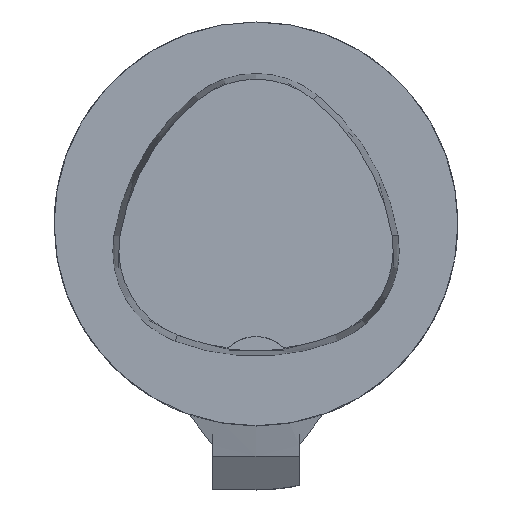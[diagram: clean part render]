
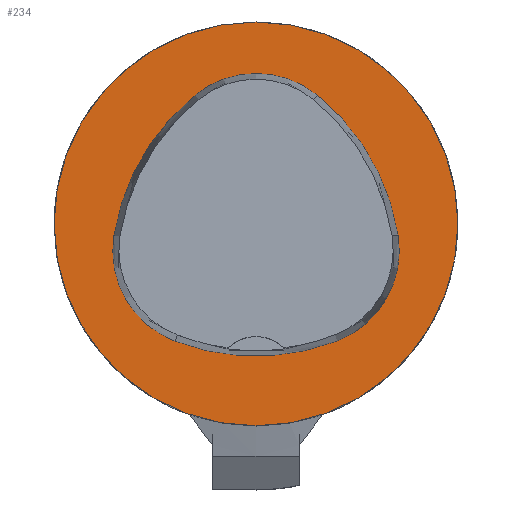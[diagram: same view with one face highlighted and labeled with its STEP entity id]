
A CAD part, top view. The second image highlights one B-rep face of the part: STEP entity #234.
In plain terms, the highlighted planar face has unit normal (0, 0, 1).
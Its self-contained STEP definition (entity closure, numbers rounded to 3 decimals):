
#114=FACE_BOUND('',#423,.T.);
#115=FACE_BOUND('',#424,.T.);
#177=CIRCLE('',#1395,25.);
#178=CIRCLE('',#1408,28.);
#180=CIRCLE('',#1411,12.);
#182=CIRCLE('',#1414,28.);
#184=CIRCLE('',#1417,12.);
#188=CIRCLE('',#1422,28.);
#190=CIRCLE('',#1425,12.);
#234=ADVANCED_FACE('',(#114,#115),#294,.T.);
#294=PLANE('',#1431);
#423=EDGE_LOOP('',(#671,#672,#673,#674,#675,#676));
#424=EDGE_LOOP('',(#677));
#671=ORIENTED_EDGE('',*,*,#1044,.T.);
#672=ORIENTED_EDGE('',*,*,#1024,.T.);
#673=ORIENTED_EDGE('',*,*,#1028,.T.);
#674=ORIENTED_EDGE('',*,*,#1031,.T.);
#675=ORIENTED_EDGE('',*,*,#1034,.T.);
#676=ORIENTED_EDGE('',*,*,#1042,.T.);
#677=ORIENTED_EDGE('',*,*,#1009,.F.);
#876=VERTEX_POINT('',#2077);
#885=VERTEX_POINT('',#2115);
#886=VERTEX_POINT('',#2116);
#889=VERTEX_POINT('',#2124);
#891=VERTEX_POINT('',#2130);
#893=VERTEX_POINT('',#2136);
#900=VERTEX_POINT('',#2157);
#1009=EDGE_CURVE('',#876,#876,#177,.T.);
#1024=EDGE_CURVE('',#885,#886,#178,.T.);
#1028=EDGE_CURVE('',#886,#889,#180,.T.);
#1031=EDGE_CURVE('',#889,#891,#182,.T.);
#1034=EDGE_CURVE('',#891,#893,#184,.T.);
#1042=EDGE_CURVE('',#893,#900,#188,.T.);
#1044=EDGE_CURVE('',#900,#885,#190,.T.);
#1395=AXIS2_PLACEMENT_3D('',#2076,#1628,#1629);
#1408=AXIS2_PLACEMENT_3D('',#2114,#1662,#1663);
#1411=AXIS2_PLACEMENT_3D('',#2123,#1670,#1671);
#1414=AXIS2_PLACEMENT_3D('',#2129,#1677,#1678);
#1417=AXIS2_PLACEMENT_3D('',#2135,#1684,#1685);
#1422=AXIS2_PLACEMENT_3D('',#2158,#1696,#1697);
#1425=AXIS2_PLACEMENT_3D('',#2161,#1702,#1703);
#1431=AXIS2_PLACEMENT_3D('',#2167,#1714,#1715);
#1628=DIRECTION('',(0.,0.,-1.));
#1629=DIRECTION('',(-1.,0.,0.));
#1662=DIRECTION('',(0.,0.,-1.));
#1663=DIRECTION('',(-1.,0.,0.));
#1670=DIRECTION('',(0.,0.,-1.));
#1671=DIRECTION('',(-1.,0.,0.));
#1677=DIRECTION('',(0.,0.,-1.));
#1678=DIRECTION('',(-1.,0.,0.));
#1684=DIRECTION('',(0.,0.,-1.));
#1685=DIRECTION('',(-1.,0.,0.));
#1696=DIRECTION('',(0.,0.,-1.));
#1697=DIRECTION('',(-1.,0.,0.));
#1702=DIRECTION('',(0.,0.,-1.));
#1703=DIRECTION('',(-1.,0.,0.));
#1714=DIRECTION('',(0.,0.,1.));
#1715=DIRECTION('',(-1.,0.,0.));
#2076=CARTESIAN_POINT('',(0.,0.,0.));
#2077=CARTESIAN_POINT('',(-25.,0.,0.));
#2114=CARTESIAN_POINT('',(10.068,-5.824,0.));
#2115=CARTESIAN_POINT('',(-17.584,-1.424,0.));
#2116=CARTESIAN_POINT('',(-7.531,15.953,0.));
#2123=CARTESIAN_POINT('',(0.011,6.62,0.));
#2124=CARTESIAN_POINT('',(7.567,15.942,0.));
#2129=CARTESIAN_POINT('',(-10.063,-5.81,0.));
#2130=CARTESIAN_POINT('',(17.59,-1.418,0.));
#2135=CARTESIAN_POINT('',(5.739,-3.3,0.));
#2136=CARTESIAN_POINT('',(10.05,-14.499,0.));
#2157=CARTESIAN_POINT('',(-10.025,-14.516,0.));
#2158=CARTESIAN_POINT('',(-0.01,11.631,0.));
#2161=CARTESIAN_POINT('',(-5.733,-3.31,0.));
#2167=CARTESIAN_POINT('',(0.,0.,0.));
